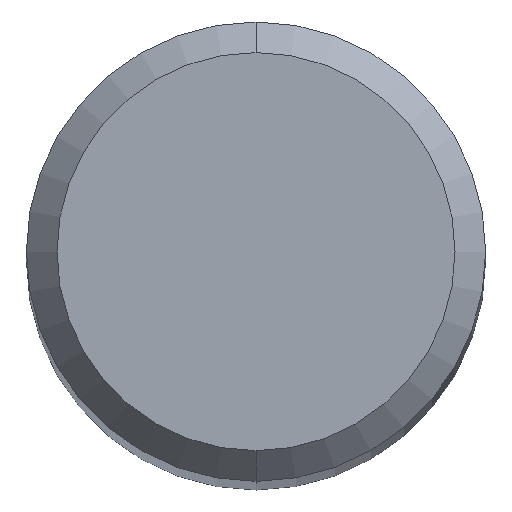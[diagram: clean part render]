
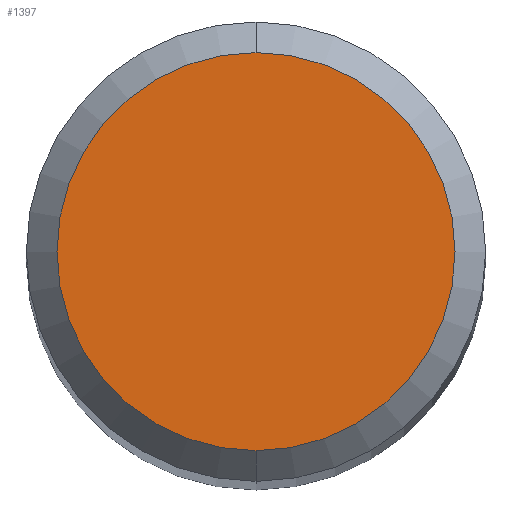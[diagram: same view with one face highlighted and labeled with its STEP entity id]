
A CAD part, top view. The second image highlights one B-rep face of the part: STEP entity #1397.
In plain terms, the highlighted planar face has unit normal (0, 0, 1).
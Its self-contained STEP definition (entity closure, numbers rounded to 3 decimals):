
#683=VERTEX_POINT('',#1718);
#1029=EDGE_CURVE('',#1533,#683,#2096,.T.);
#1397=ADVANCED_FACE('',(#2491),#2492,.T.);
#1495=EDGE_CURVE('',#683,#1533,#2603,.T.);
#1533=VERTEX_POINT('',#2646);
#1718=CARTESIAN_POINT('',(0.,-2.6,0.0));
#2096=CIRCLE('',#5478,2.6);
#2491=FACE_OUTER_BOUND('',#7731,.T.);
#2492=PLANE('',#7732);
#2603=CIRCLE('',#8286,2.6);
#2646=CARTESIAN_POINT('',(0.0,2.6,0.0));
#5478=AXIS2_PLACEMENT_3D('',#9205,#9206,#9207);
#7731=EDGE_LOOP('',(#9612,#9613));
#7732=AXIS2_PLACEMENT_3D('',#9614,#9615,#9616);
#8286=AXIS2_PLACEMENT_3D('',#9786,#9787,#9788);
#9205=CARTESIAN_POINT('',(0.0,0.0,0.0));
#9206=DIRECTION('',(0.0,0.0,-1.0));
#9207=DIRECTION('',(0.0,1.0,0.0));
#9612=ORIENTED_EDGE('',*,*,#1029,.F.);
#9613=ORIENTED_EDGE('',*,*,#1495,.F.);
#9614=CARTESIAN_POINT('',(0.0,1.3,0.0));
#9615=DIRECTION('',(-0.0,0.0,1.0));
#9616=DIRECTION('',(0.0,-1.0,0.0));
#9786=CARTESIAN_POINT('',(0.0,0.0,0.0));
#9787=DIRECTION('',(0.0,0.0,-1.0));
#9788=DIRECTION('',(0.0,1.0,0.0));
